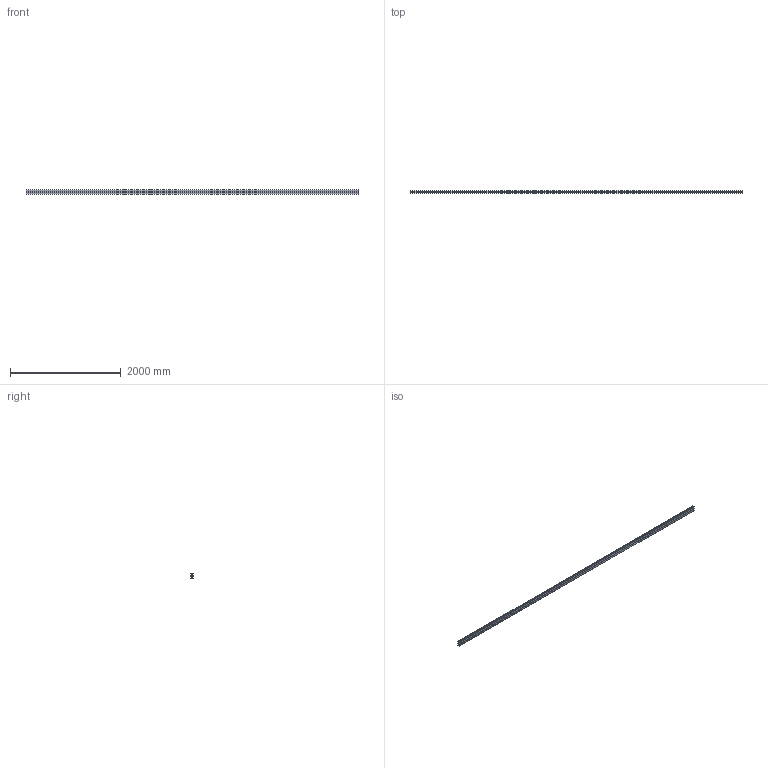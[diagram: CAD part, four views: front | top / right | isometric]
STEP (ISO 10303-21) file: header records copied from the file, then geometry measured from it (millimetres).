
FILE_DESCRIPTION(/* description */ (''),/* implementation_level */ '2;1');
FILE_NAME(/* name */ '342030.stp',/* time_stamp */ '2025-12-05T09:33:12+01:00',/* author */ ('mael.lecharpentier'),/* organization */ (''),/* preprocessor_version */ 'ST-DEVELOPER v20',/* originating_system */ 'AutoCAD Mechanical',/* authorisation */ '');
FILE_SCHEMA (('AUTOMOTIVE_DESIGN { 1 0 10303 214 3 1 1 }'));
Length unit declared in the file: millimetre
Products named in the file (1): Product
Bounding box: 6000 x 41 x 82 mm (x, y, z)
Volume: 4193429.2 mm3; surface area: 3490343.1 mm2
Topology: 2 solids, 242 shells, 288 faces, 2052 edges, 2008 vertices
Faces by surface type: plane 276, cylinder 12
Entity records: 20036 total; most frequent: CARTESIAN_POINT 4349, DIRECTION 3134, ORIENTED_EDGE 2184, EDGE_CURVE 2052, VERTEX_POINT 2008, LINE 1548, VECTOR 1548, AXIS2_PLACEMENT_3D 793
